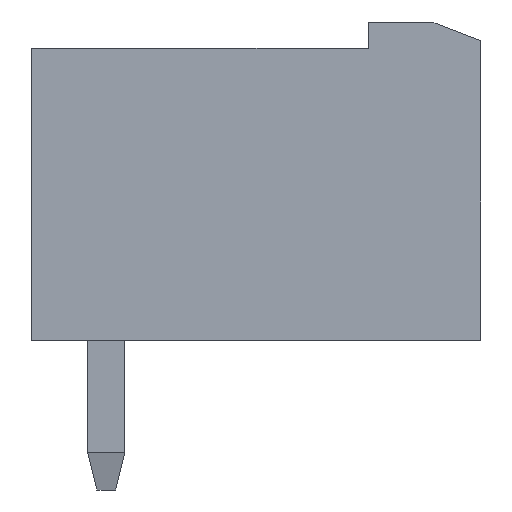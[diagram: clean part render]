
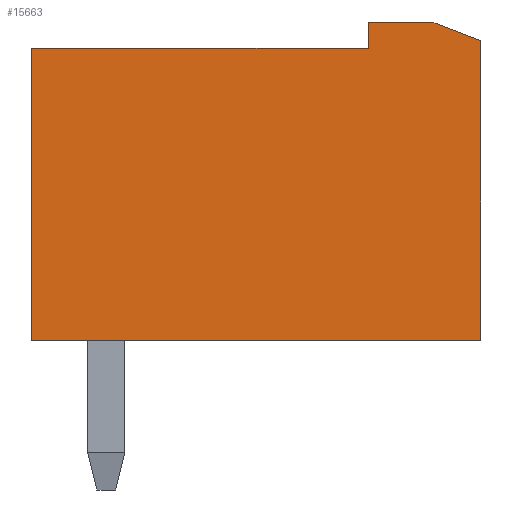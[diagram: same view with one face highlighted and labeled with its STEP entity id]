
A CAD part, left-side view. The second image highlights one B-rep face of the part: STEP entity #15663.
In plain terms, the highlighted planar face has unit normal (-1, 0, 0).
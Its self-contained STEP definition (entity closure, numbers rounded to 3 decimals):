
#16=DIRECTION('',(0.,1.,0.));
#17=VECTOR('',#16,12.);
#18=CARTESIAN_POINT('',(-5.,0.,-3.9));
#19=LINE('',#18,#17);
#20=DIRECTION('',(0.,0.,1.));
#21=VECTOR('',#20,7.8);
#22=CARTESIAN_POINT('',(-5.,12.,-3.9));
#23=LINE('',#22,#21);
#24=DIRECTION('',(0.,1.,0.));
#25=VECTOR('',#24,9.);
#26=CARTESIAN_POINT('',(-5.,3.,3.9));
#27=LINE('',#26,#25);
#28=DIRECTION('',(0.,0.,-1.));
#29=VECTOR('',#28,0.7);
#30=CARTESIAN_POINT('',(-5.,3.,4.6));
#31=LINE('',#30,#29);
#32=DIRECTION('',(0.,-1.,0.));
#33=VECTOR('',#32,1.7);
#34=CARTESIAN_POINT('',(-5.,3.,4.6));
#35=LINE('',#34,#33);
#36=DIRECTION('',(0.,0.933,0.359));
#37=VECTOR('',#36,1.393);
#38=CARTESIAN_POINT('',(-5.,0.,4.1));
#39=LINE('',#38,#37);
#40=DIRECTION('',(0.,0.,-1.));
#41=VECTOR('',#40,8.);
#42=CARTESIAN_POINT('',(-5.,0.,4.1));
#43=LINE('',#42,#41);
#13539=CARTESIAN_POINT('',(-5.,0.,-3.9));
#13540=CARTESIAN_POINT('',(-5.,12.,-3.9));
#13541=VERTEX_POINT('',#13539);
#13542=VERTEX_POINT('',#13540);
#13543=CARTESIAN_POINT('',(-5.,12.,3.9));
#13544=VERTEX_POINT('',#13543);
#13545=CARTESIAN_POINT('',(-5.,3.,4.6));
#13546=CARTESIAN_POINT('',(-5.,1.3,4.6));
#13547=VERTEX_POINT('',#13545);
#13548=VERTEX_POINT('',#13546);
#13549=CARTESIAN_POINT('',(-5.,0.,4.1));
#13550=VERTEX_POINT('',#13549);
#13551=CARTESIAN_POINT('',(-5.,3.,3.9));
#13552=VERTEX_POINT('',#13551);
#15642=CARTESIAN_POINT('',(-5.,15.185,-11.35));
#15643=DIRECTION('',(-1.,0.,0.));
#15644=DIRECTION('',(0.,-1.,0.));
#15645=AXIS2_PLACEMENT_3D('',#15642,#15643,#15644);
#15646=PLANE('',#15645);
#15648=ORIENTED_EDGE('',*,*,#15647,.T.);
#15650=ORIENTED_EDGE('',*,*,#15649,.T.);
#15652=ORIENTED_EDGE('',*,*,#15651,.F.);
#15654=ORIENTED_EDGE('',*,*,#15653,.F.);
#15656=ORIENTED_EDGE('',*,*,#15655,.T.);
#15658=ORIENTED_EDGE('',*,*,#15657,.F.);
#15660=ORIENTED_EDGE('',*,*,#15659,.T.);
#15661=EDGE_LOOP('',(#15648,#15650,#15652,#15654,#15656,#15658,#15660));
#15662=FACE_OUTER_BOUND('',#15661,.F.);
#15663=ADVANCED_FACE('',(#15662),#15646,.T.);
#15647=EDGE_CURVE('',#13541,#13542,#19,.T.);
#15649=EDGE_CURVE('',#13542,#13544,#23,.T.);
#15651=EDGE_CURVE('',#13552,#13544,#27,.T.);
#15653=EDGE_CURVE('',#13547,#13552,#31,.T.);
#15655=EDGE_CURVE('',#13547,#13548,#35,.T.);
#15657=EDGE_CURVE('',#13550,#13548,#39,.T.);
#15659=EDGE_CURVE('',#13550,#13541,#43,.T.);
